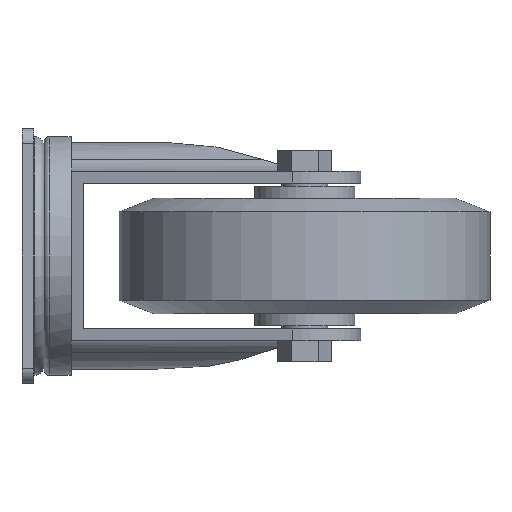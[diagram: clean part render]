
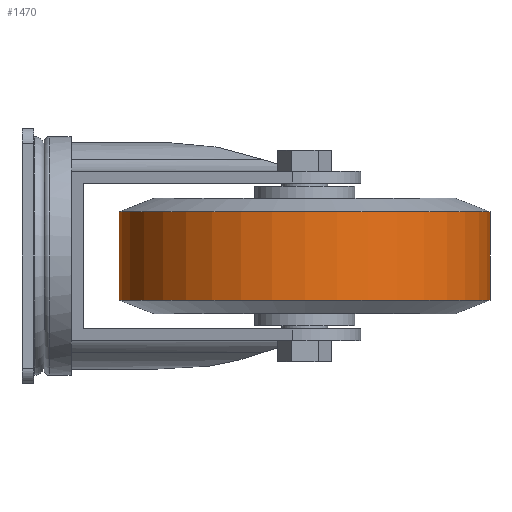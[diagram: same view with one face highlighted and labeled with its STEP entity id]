
A CAD part, left-side view. The second image highlights one B-rep face of the part: STEP entity #1470.
In plain terms, the highlighted cylindrical face has radius 80 mm (diameter 160 mm), a full revolution.
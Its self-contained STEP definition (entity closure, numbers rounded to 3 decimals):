
#706=ORIENTED_EDGE('',*,*,#911,.T.);
#707=ORIENTED_EDGE('',*,*,#910,.F.);
#910=EDGE_CURVE('',#1049,#1049,#1114,.T.);
#911=EDGE_CURVE('',#1050,#1050,#1115,.T.);
#1049=VERTEX_POINT('',#2511);
#1050=VERTEX_POINT('',#2514);
#1114=CIRCLE('',#1634,80.);
#1115=CIRCLE('',#1636,80.);
#1227=EDGE_LOOP('',(#706));
#1228=EDGE_LOOP('',(#707));
#1347=FACE_BOUND('',#1227,.T.);
#1348=FACE_BOUND('',#1228,.T.);
#1390=CYLINDRICAL_SURFACE('',#1635,80.);
#1470=ADVANCED_FACE('',(#1347,#1348),#1390,.T.);
#1634=AXIS2_PLACEMENT_3D('',#2510,#2058,#2059);
#1635=AXIS2_PLACEMENT_3D('',#2512,#2060,#2061);
#1636=AXIS2_PLACEMENT_3D('',#2513,#2062,#2063);
#2058=DIRECTION('',(0.,0.,-1.));
#2059=DIRECTION('',(-1.,0.,0.));
#2060=DIRECTION('',(0.,0.,-1.));
#2061=DIRECTION('',(-1.,0.,0.));
#2062=DIRECTION('',(0.,0.,-1.));
#2063=DIRECTION('',(-1.,0.,0.));
#2510=CARTESIAN_POINT('',(0.,0.,-19.08));
#2511=CARTESIAN_POINT('',(-80.,0.,-19.08));
#2512=CARTESIAN_POINT('',(0.,0.,0.));
#2513=CARTESIAN_POINT('',(0.,0.,19.08));
#2514=CARTESIAN_POINT('',(-80.,0.,19.08));
